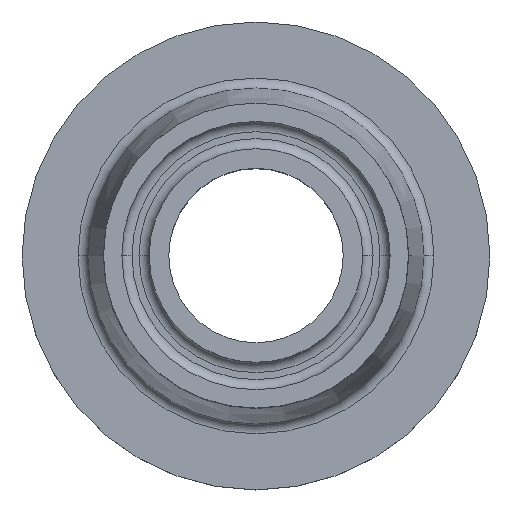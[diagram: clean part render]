
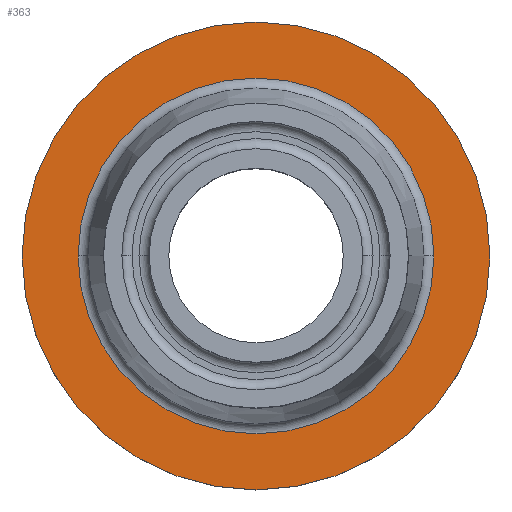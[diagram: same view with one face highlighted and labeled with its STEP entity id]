
A CAD part, top view. The second image highlights one B-rep face of the part: STEP entity #363.
In plain terms, the highlighted planar face has unit normal (0, 0, 1).
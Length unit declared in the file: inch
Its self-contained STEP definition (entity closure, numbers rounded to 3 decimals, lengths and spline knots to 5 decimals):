
#4 = DIRECTION ( 'NONE',  ( 1., 0., 0. ) ) ;
#8 = DIRECTION ( 'NONE',  ( 0., 0., 1. ) ) ;
#10 = CARTESIAN_POINT ( 'NONE',  ( 0., 0., -2.14042 ) ) ;
#63 = CIRCLE ( 'NONE', #632, 2.715 ) ;
#104 = DIRECTION ( 'NONE',  ( 1., 0., 0. ) ) ;
#107 = DIRECTION ( 'NONE',  ( 0., 0., 1. ) ) ;
#108 = CARTESIAN_POINT ( 'NONE',  ( 0., 0., -2.14042 ) ) ;
#168 = EDGE_CURVE ( 'NONE', #718, #609, #252, .T. ) ;
#213 = CIRCLE ( 'NONE', #623, 2.065 ) ;
#240 = EDGE_CURVE ( 'NONE', #492, #287, #63, .T. ) ;
#249 = EDGE_CURVE ( 'NONE', #609, #718, #213, .T. ) ;
#252 = CIRCLE ( 'NONE', #788, 2.065 ) ;
#281 = DIRECTION ( 'NONE',  ( 1., 0., 0. ) ) ;
#283 = DIRECTION ( 'NONE',  ( 0., 0., 1. ) ) ;
#287 = VERTEX_POINT ( 'NONE', #470 ) ;
#297 = CARTESIAN_POINT ( 'NONE',  ( 0., 0., -2.14042 ) ) ;
#311 = ORIENTED_EDGE ( 'NONE', *, *, #168, .F. ) ;
#320 = ORIENTED_EDGE ( 'NONE', *, *, #377, .T. ) ;
#334 = DIRECTION ( 'NONE',  ( 1., 0., 0. ) ) ;
#341 = DIRECTION ( 'NONE',  ( 0., 0., 1. ) ) ;
#343 = CARTESIAN_POINT ( 'NONE',  ( 0., 0., -2.14042 ) ) ;
#363 = ADVANCED_FACE ( 'NONE', ( #635, #779 ), #551, .F. ) ;
#377 = EDGE_CURVE ( 'NONE', #287, #492, #785, .T. ) ;
#405 = ORIENTED_EDGE ( 'NONE', *, *, #240, .T. ) ;
#457 = EDGE_LOOP ( 'NONE', ( #320, #405 ) ) ;
#465 = ORIENTED_EDGE ( 'NONE', *, *, #249, .F. ) ;
#470 = CARTESIAN_POINT ( 'NONE',  ( 2.715, 0., -2.14042 ) ) ;
#492 = VERTEX_POINT ( 'NONE', #751 ) ;
#501 = DIRECTION ( 'NONE',  ( -1., 0., 0. ) ) ;
#516 = AXIS2_PLACEMENT_3D ( 'NONE', #343, #341, #334 ) ;
#531 = AXIS2_PLACEMENT_3D ( 'NONE', #791, #532, #501 ) ;
#532 = DIRECTION ( 'NONE',  ( 0., 0., -1. ) ) ;
#551 = PLANE ( 'NONE',  #531 ) ;
#609 = VERTEX_POINT ( 'NONE', #761 ) ;
#623 = AXIS2_PLACEMENT_3D ( 'NONE', #10, #8, #4 ) ;
#632 = AXIS2_PLACEMENT_3D ( 'NONE', #108, #107, #104 ) ;
#635 = FACE_BOUND ( 'NONE', #658, .T. ) ;
#649 = CARTESIAN_POINT ( 'NONE',  ( -2.065, 0., -2.14042 ) ) ;
#658 = EDGE_LOOP ( 'NONE', ( #465, #311 ) ) ;
#718 = VERTEX_POINT ( 'NONE', #649 ) ;
#751 = CARTESIAN_POINT ( 'NONE',  ( -2.715, 0., -2.14042 ) ) ;
#761 = CARTESIAN_POINT ( 'NONE',  ( 2.065, 0., -2.14042 ) ) ;
#779 = FACE_OUTER_BOUND ( 'NONE', #457, .T. ) ;
#785 = CIRCLE ( 'NONE', #516, 2.715 ) ;
#788 = AXIS2_PLACEMENT_3D ( 'NONE', #297, #283, #281 ) ;
#791 = CARTESIAN_POINT ( 'NONE',  ( 0., 2.715, -2.14042 ) ) ;
